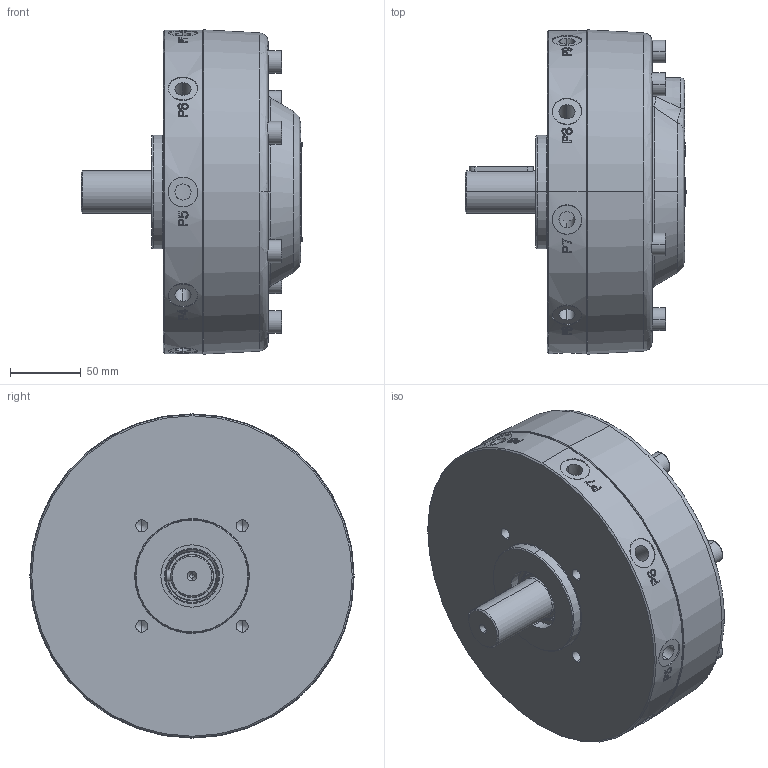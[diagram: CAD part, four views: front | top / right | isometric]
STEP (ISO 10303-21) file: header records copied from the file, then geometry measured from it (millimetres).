
FILE_DESCRIPTION (( 'STEP AP214' ), '1' );
FILE_NAME ('MRK702_9x1 piston.STEP', '2021-03-12T13:38:37', ( '' ), ( '' ), 'SwSTEP 2.0', 'SolidWorks 2020', '' );
FILE_SCHEMA (( 'AUTOMOTIVE_DESIGN' ));
Length unit declared in the file: millimetre
Products named in the file (1): MRK702_9x1 piston
Bounding box: 156.5 x 228.74 x 228.74 mm (x, y, z)
Volume: 3263285.5 mm3; surface area: 187410.4 mm2
Topology: 1 solids, 23 shells, 1102 faces, 2680 edges, 1726 vertices
Faces by surface type: plane 513, bspline 303, cylinder 210, cone 72, torus 4
Entity records: 72326 total; most frequent: CARTESIAN_POINT 48222, ORIENTED_EDGE 5312, DIRECTION 4302, EDGE_CURVE 2656, VERTEX_POINT 1726, AXIS2_PLACEMENT_3D 1446, VECTOR 1410, LINE 1410
